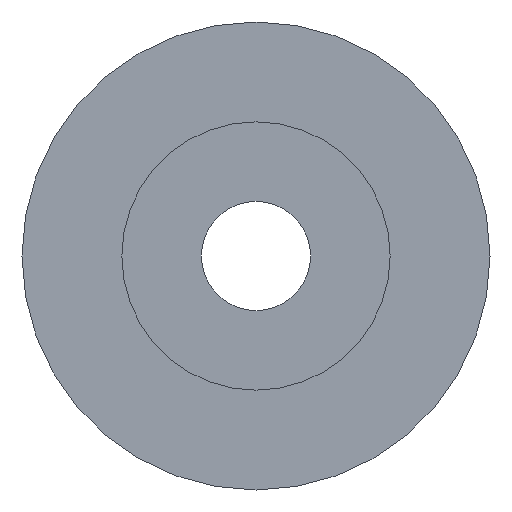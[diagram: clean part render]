
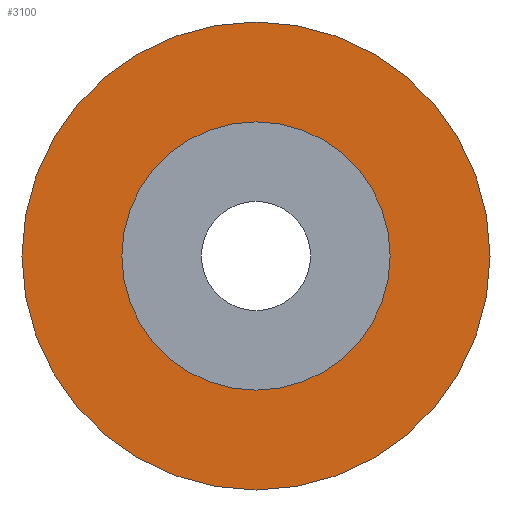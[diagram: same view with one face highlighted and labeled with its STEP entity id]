
A CAD part, left-side view. The second image highlights one B-rep face of the part: STEP entity #3100.
In plain terms, the highlighted planar face has unit normal (-1, 0, 0).
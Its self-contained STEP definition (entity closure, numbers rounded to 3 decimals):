
#205 = ORIENTED_EDGE ( 'NONE', *, *, #4770, .F. ) ;
#213 = CARTESIAN_POINT ( 'NONE',  ( 0., 0., 0. ) ) ;
#972 = DIRECTION ( 'NONE',  ( 1., 0., 0. ) ) ;
#1083 = AXIS2_PLACEMENT_3D ( 'NONE', #1370, #2126, #5933 ) ;
#1370 = CARTESIAN_POINT ( 'NONE',  ( 0., 15., 0. ) ) ;
#1482 = AXIS2_PLACEMENT_3D ( 'NONE', #213, #972, #2539 ) ;
#1556 = CARTESIAN_POINT ( 'NONE',  ( 0., 0., 8.6 ) ) ;
#1593 = CARTESIAN_POINT ( 'NONE',  ( 0., 0., -15. ) ) ;
#1854 = EDGE_CURVE ( 'NONE', #7012, #7012, #7343, .T. ) ;
#1887 = DIRECTION ( 'NONE',  ( -1., 0., 0. ) ) ;
#2126 = DIRECTION ( 'NONE',  ( -1., 0., 0. ) ) ;
#2539 = DIRECTION ( 'NONE',  ( 0., 0., -1. ) ) ;
#3100 = ADVANCED_FACE ( 'NONE', ( #5647, #9147 ), #9850, .T. ) ;
#4226 = DIRECTION ( 'NONE',  ( 0., 0., 1. ) ) ;
#4770 = EDGE_CURVE ( 'NONE', #9920, #9920, #6624, .T. ) ;
#5647 = FACE_BOUND ( 'NONE', #9971, .T. ) ;
#5920 = AXIS2_PLACEMENT_3D ( 'NONE', #8084, #1887, #4226 ) ;
#5933 = DIRECTION ( 'NONE',  ( 0., 0., 1. ) ) ;
#6624 = CIRCLE ( 'NONE', #1482, 15. ) ;
#7012 = VERTEX_POINT ( 'NONE', #1556 ) ;
#7343 = CIRCLE ( 'NONE', #5920, 8.6 ) ;
#7525 = EDGE_LOOP ( 'NONE', ( #205 ) ) ;
#8084 = CARTESIAN_POINT ( 'NONE',  ( 0., 0., 0. ) ) ;
#8886 = ORIENTED_EDGE ( 'NONE', *, *, #1854, .F. ) ;
#9147 = FACE_OUTER_BOUND ( 'NONE', #7525, .T. ) ;
#9850 = PLANE ( 'NONE',  #1083 ) ;
#9920 = VERTEX_POINT ( 'NONE', #1593 ) ;
#9971 = EDGE_LOOP ( 'NONE', ( #8886 ) ) ;
